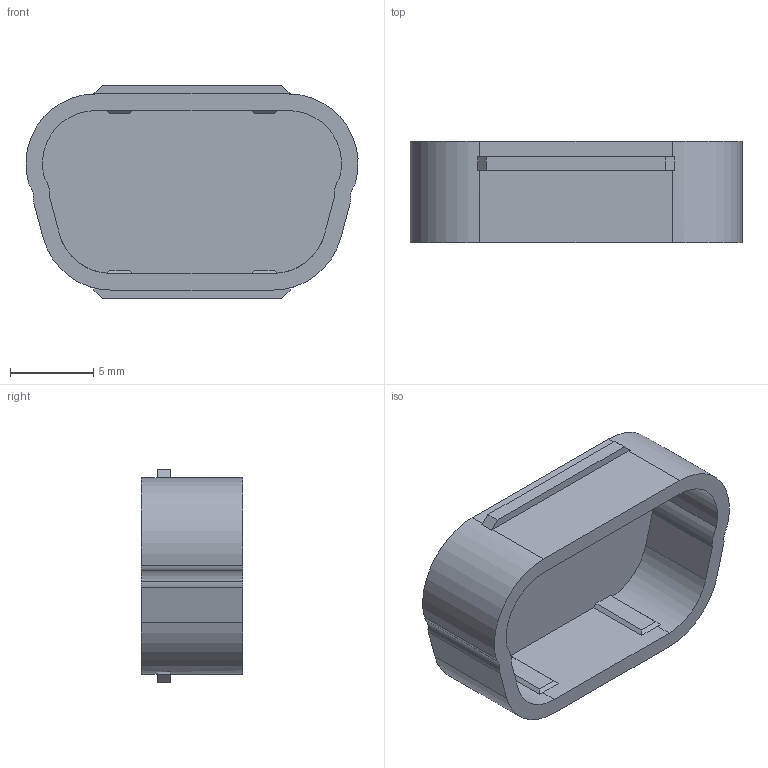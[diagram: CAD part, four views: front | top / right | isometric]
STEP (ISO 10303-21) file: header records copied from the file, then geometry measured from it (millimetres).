
FILE_DESCRIPTION( ( 'Unknown' ), '1' );
FILE_NAME( '726181002_R1.0.stp', 'Unknown', ( 'Unknown' ), ( 'Unknown' ), 'PSStep 21.0.46', 'Unknown', ' ' );
FILE_SCHEMA( ( 'AUTOMOTIVE_DESIGN { 1 0 10303 214 1 1 1 1 }' ) );
Length unit declared in the file: millimetre
Products named in the file (1): 1
Bounding box: 19.98 x 6.1 x 12.8 mm (x, y, z)
Volume: 488.3 mm3; surface area: 1029.9 mm2
Topology: 1 solids, 1 shells, 59 faces, 168 edges, 112 vertices
Faces by surface type: plane 43, cylinder 16
Entity records: 2410 total; most frequent: CARTESIAN_POINT 344, ORIENTED_EDGE 336, DIRECTION 326, EDGE_CURVE 168, LINE 126, VECTOR 126, VERTEX_POINT 112, AXIS2_PLACEMENT_3D 100
